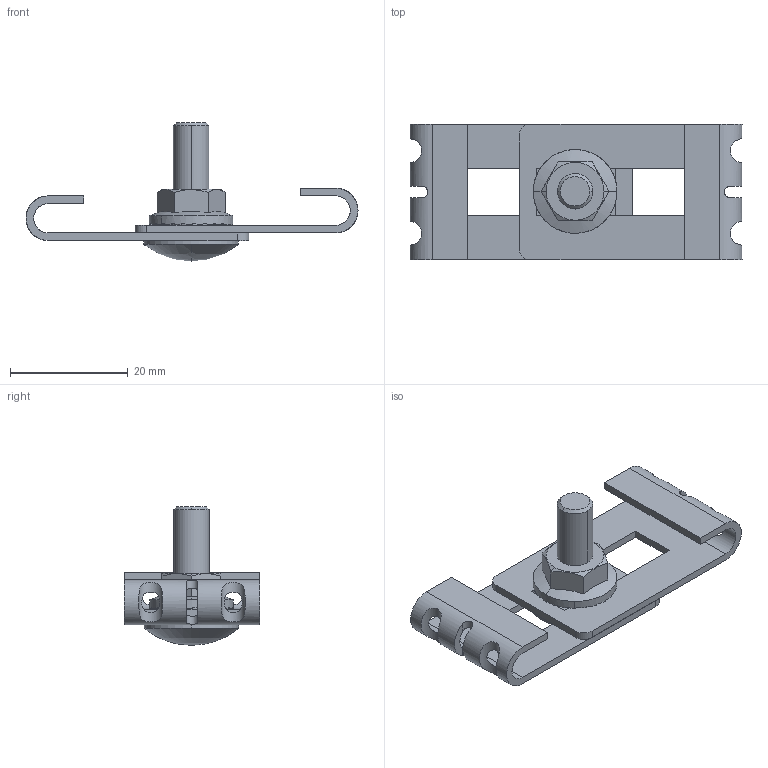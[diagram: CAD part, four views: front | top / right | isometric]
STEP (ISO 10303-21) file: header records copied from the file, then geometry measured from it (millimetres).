
FILE_DESCRIPTION((''),'2;1');
FILE_NAME('6016715_ASM','2012-07-13T',('AndreasKeweloh'),(''),'PRO/ENGINEER BY PARAMETRIC TECHNOLOGY CORPORATION, 2012130','PRO/ENGINEER BY PARAMETRIC TECHNOLOGY CORPORATION, 2012130','');
FILE_SCHEMA(('CONFIG_CONTROL_DESIGN'));
Length unit declared in the file: millimetre
Products named in the file (4): 6016715_1; FLACHRUNDSCHRAUBE-M6X20; KOMBIMUTTER-M6; 6016715_ASM
Assembly tree (4 placements, depth 2):
  6016715_ASM
    6016715_1  x2
    FLACHRUNDSCHRAUBE-M6X20
    KOMBIMUTTER-M6
Bounding box: 56.3 x 23 x 23.5 mm (x, y, z)
Volume: 3830.9 mm3; surface area: 5671.8 mm2
Topology: 4 solids, 4 shells, 179 faces, 482 edges, 315 vertices
Faces by surface type: plane 91, cylinder 72, cone 14, sphere 2
Entity records: 5609 total; most frequent: CARTESIAN_POINT 1942, ORIENTED_EDGE 836, DIRECTION 614, EDGE_CURVE 418, VERTEX_POINT 271, AXIS2_PLACEMENT_3D 260, B_SPLINE_CURVE_WITH_KNOTS 229, EDGE_LOOP 171
